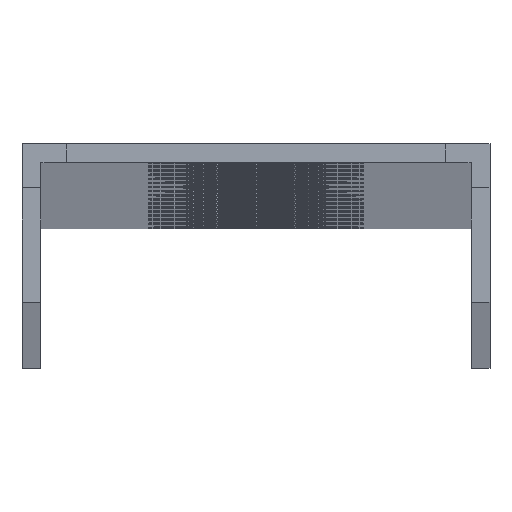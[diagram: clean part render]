
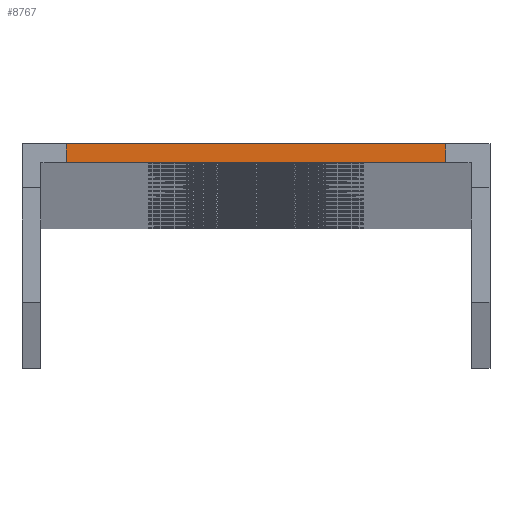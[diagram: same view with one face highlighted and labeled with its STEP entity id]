
A CAD part, top view. The second image highlights one B-rep face of the part: STEP entity #8767.
In plain terms, the highlighted planar face has unit normal (0, 0, 1).
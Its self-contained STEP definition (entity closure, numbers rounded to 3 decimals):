
#822=FACE_OUTER_BOUND('',#1340,.T.);
#1340=EDGE_LOOP('',(#6076,#6077,#6078,#6079));
#1861=LINE('',#12530,#2709);
#2080=LINE('',#13367,#2928);
#2088=LINE('',#13382,#2936);
#2089=LINE('',#13384,#2937);
#2709=VECTOR('',#10035,10.);
#2928=VECTOR('',#10662,10.);
#2936=VECTOR('',#10674,10.);
#2937=VECTOR('',#10677,10.);
#3556=VERTEX_POINT('',#12527);
#3557=VERTEX_POINT('',#12529);
#3969=VERTEX_POINT('',#13361);
#3976=VERTEX_POINT('',#13380);
#4389=EDGE_CURVE('',#3557,#3556,#1861,.T.);
#4808=EDGE_CURVE('',#3969,#3557,#2080,.T.);
#4816=EDGE_CURVE('',#3556,#3976,#2088,.T.);
#4817=EDGE_CURVE('',#3969,#3976,#2089,.T.);
#6076=ORIENTED_EDGE('',*,*,#4816,.T.);
#6077=ORIENTED_EDGE('',*,*,#4817,.F.);
#6078=ORIENTED_EDGE('',*,*,#4808,.T.);
#6079=ORIENTED_EDGE('',*,*,#4389,.T.);
#8130=PLANE('',#9408);
#8767=ADVANCED_FACE('',(#822),#8130,.T.);
#9408=AXIS2_PLACEMENT_3D('',#13383,#10675,#10676);
#10035=DIRECTION('',(-1.,0.,0.));
#10662=DIRECTION('',(0.,1.,0.));
#10674=DIRECTION('',(0.,-1.,0.));
#10675=DIRECTION('center_axis',(0.,0.,
1.));
#10676=DIRECTION('ref_axis',(1.,0.,0.));
#10677=DIRECTION('',(-1.,0.,0.));
#12527=CARTESIAN_POINT('',(-43.201,1.5,0.));
#12529=CARTESIAN_POINT('',(-13.199,1.5,0.));
#12530=CARTESIAN_POINT('',(0.,1.5,0.));
#13361=CARTESIAN_POINT('',(-13.199,0.,0.));
#13367=CARTESIAN_POINT('',(-13.199,0.75,0.));
#13380=CARTESIAN_POINT('',(-43.201,0.,0.));
#13382=CARTESIAN_POINT('',(-43.201,0.75,0.));
#13383=CARTESIAN_POINT('Origin',(-6.949,-2.,0.));
#13384=CARTESIAN_POINT('',(0.,0.,0.));
